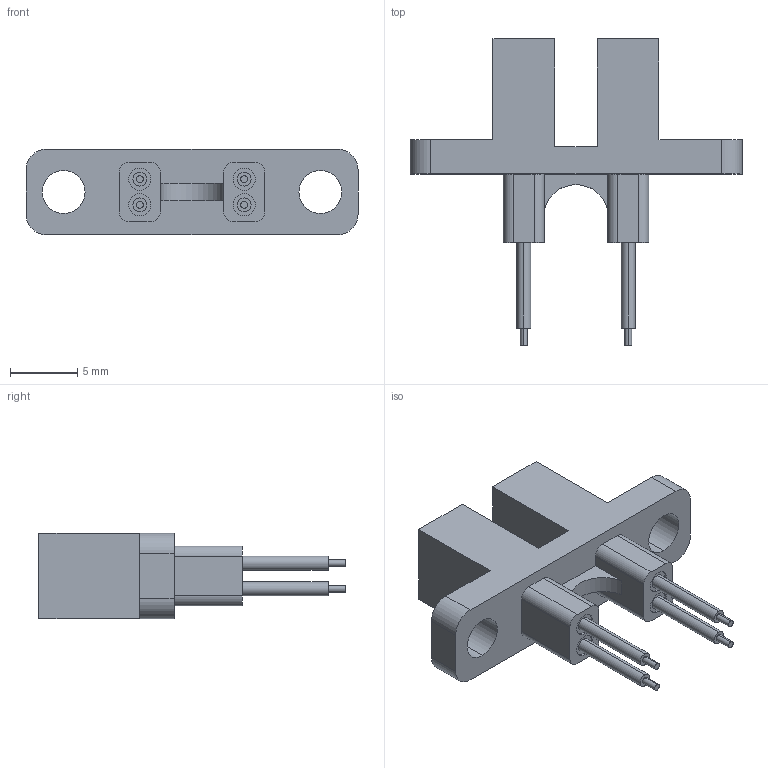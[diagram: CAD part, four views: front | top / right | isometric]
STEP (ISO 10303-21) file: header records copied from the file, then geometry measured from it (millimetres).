
FILE_DESCRIPTION (( 'STEP AP214' ), '1' );
FILE_NAME ('OPB829CZ.STEP', '2014-05-22T21:13:50', ( 'optek' ), ( '' ), 'SwSTEP 2.0', 'SolidWorks 2013', '' );
FILE_SCHEMA (( 'AUTOMOTIVE_DESIGN' ));
Length unit declared in the file: inch
Products named in the file (1): OPB829CZ
Bounding box: 24.64 x 22.73 x 6.35 mm (x, y, z)
Volume: 938.1 mm3; surface area: 1049.1 mm2
Topology: 1 solids, 1 shells, 79 faces, 192 edges, 128 vertices
Faces by surface type: cylinder 41, plane 38
Entity records: 2500 total; most frequent: DIRECTION 434, CARTESIAN_POINT 400, ORIENTED_EDGE 384, EDGE_CURVE 192, AXIS2_PLACEMENT_3D 162, VERTEX_POINT 128, VECTOR 110, LINE 110
